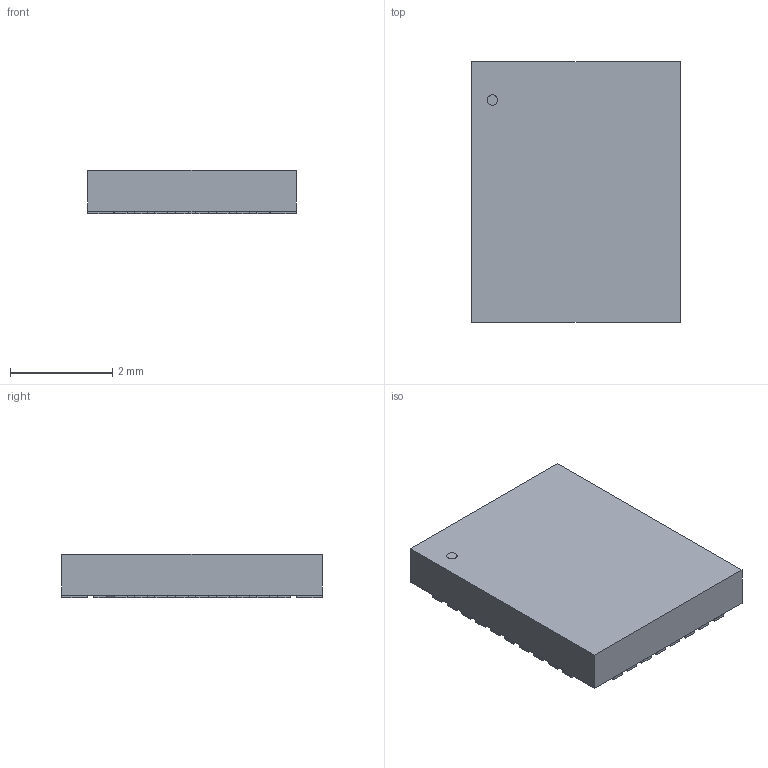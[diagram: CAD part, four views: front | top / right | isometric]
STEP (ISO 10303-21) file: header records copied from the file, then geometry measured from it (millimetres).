
FILE_DESCRIPTION (( 'STEP AP214' ), '1' );
FILE_NAME ('MCT8329A1IREER.step', '2023-03-15T08:32:08', ( '' ), ( '' ), 'SwSTEP 2.0', 'SolidWorks 2022', '' );
FILE_SCHEMA (( 'AUTOMOTIVE_DESIGN' ));
Length unit declared in the file: millimetre
Products named in the file (40): MCT8329A1IREER_29; MCT8329A1IREER_17; MCT8329A1IREER_39; MCT8329A1IREER_35; MCT8329A1IREER_38; MCT8329A1IREER_5; MCT8329A1IREER_33; MCT8329A1IREER_32; MCT8329A1IREER_9; MCT8329A1IREER_31; MCT8329A1IREER_21; MCT8329A1IREER; MCT8329A1IREER_37; MCT8329A1IREER_26; MCT8329A1IREER_13; MCT8329A1IREER_2; MCT8329A1IREER_34; MCT8329A1IREER_14; MCT8329A1IREER_7; MCT8329A1IREER_11; MCT8329A1IREER_23; MCT8329A1IREER_15; MCT8329A1IREER_8; MCT8329A1IREER_24; MCT8329A1IREER_16; MCT8329A1IREER_20; MCT8329A1IREER_28; MCT8329A1IREER_36; MCT8329A1IREER_19; MCT8329A1IREER_3; MCT8329A1IREER_25; MCT8329A1IREER_6; MCT8329A1IREER_22; MCT8329A1IREER_4; MCT8329A1IREER_12; MCT8329A1IREER_27; MCT8329A1IREER_10; MCT8329A1IREER_18; MCT8329A1IREER_30
Assembly tree (39 placements, depth 2):
  MCT8329A1IREER
    MCT8329A1IREER
    MCT8329A1IREER_2
    MCT8329A1IREER_3
    MCT8329A1IREER_4
    MCT8329A1IREER_5
    MCT8329A1IREER_6
    MCT8329A1IREER_7
    MCT8329A1IREER_8
    MCT8329A1IREER_9
    MCT8329A1IREER_10
    MCT8329A1IREER_11
    MCT8329A1IREER_12
    MCT8329A1IREER_13
    MCT8329A1IREER_14
    MCT8329A1IREER_15
    MCT8329A1IREER_16
    MCT8329A1IREER_17
    MCT8329A1IREER_18
    MCT8329A1IREER_19
    MCT8329A1IREER_20
    MCT8329A1IREER_21
    MCT8329A1IREER_22
    MCT8329A1IREER_23
    MCT8329A1IREER_24
    MCT8329A1IREER_25
    MCT8329A1IREER_26
    MCT8329A1IREER_27
    MCT8329A1IREER_28
    MCT8329A1IREER_29
    MCT8329A1IREER_30
    MCT8329A1IREER_31
    MCT8329A1IREER_32
    MCT8329A1IREER_33
    MCT8329A1IREER_34
    MCT8329A1IREER_35
    MCT8329A1IREER_36
    MCT8329A1IREER_37
    MCT8329A1IREER_38
    MCT8329A1IREER_39
Bounding box: 4.09 x 5.11 x 0.85 mm (x, y, z)
Volume: 17.5 mm3; surface area: 90.3 mm2
Topology: 39 solids, 39 shells, 233 faces, 465 edges, 310 vertices
Faces by surface type: plane 231, cylinder 2
Entity records: 7641 total; most frequent: CARTESIAN_POINT 1050, DIRECTION 1019, ORIENTED_EDGE 930, EDGE_CURVE 465, VECTOR 461, LINE 461, VERTEX_POINT 310, AXIS2_PLACEMENT_3D 279
